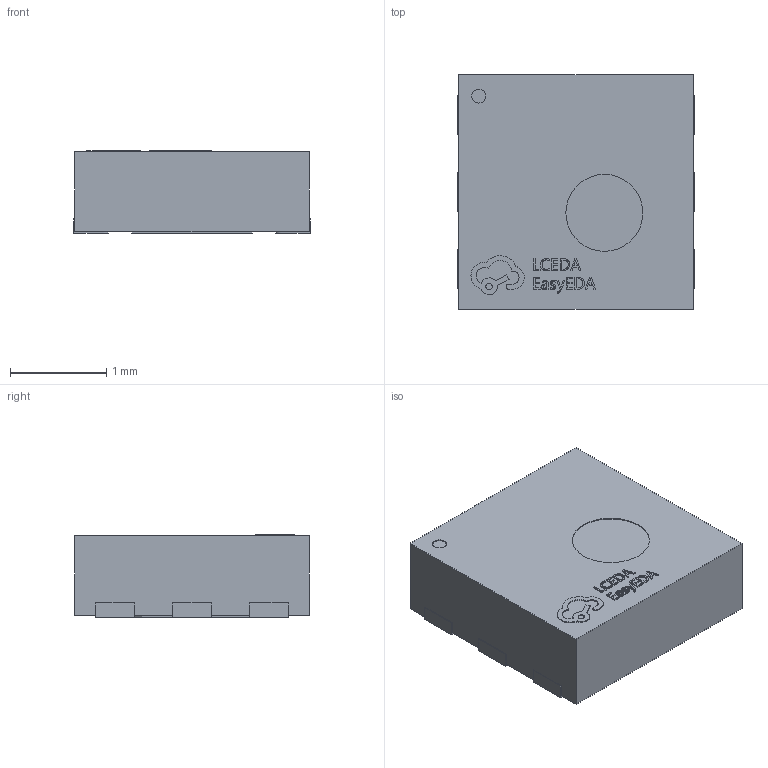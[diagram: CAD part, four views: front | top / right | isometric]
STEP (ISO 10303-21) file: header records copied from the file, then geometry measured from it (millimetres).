
FILE_DESCRIPTION (( 'STEP AP214' ), '1' );
FILE_NAME ('DFN-6_L2.4-W2.4-P0.80-TL-EP.step', '2022-06-30T13:20:56', ( '' ), ( '' ), 'SwSTEP 2.0', 'SolidWorks 2020', '' );
FILE_SCHEMA (( 'AUTOMOTIVE_DESIGN' ));
Length unit declared in the file: millimetre
Products named in the file (1): DFN-6_L2.4-W2.4-P0.80-TL-EP
Bounding box: 2.46 x 2.44 x 0.86 mm (x, y, z)
Volume: 5 mm3; surface area: 20.5 mm2
Topology: 1 solids, 1 shells, 349 faces, 954 edges, 636 vertices
Faces by surface type: plane 221, bspline 112, cylinder 16
Entity records: 16025 total; most frequent: CARTESIAN_POINT 4044, ORIENTED_EDGE 1908, DIRECTION 1234, EDGE_CURVE 954, LINE 694, VECTOR 694, VERTEX_POINT 636, EDGE_LOOP 378
